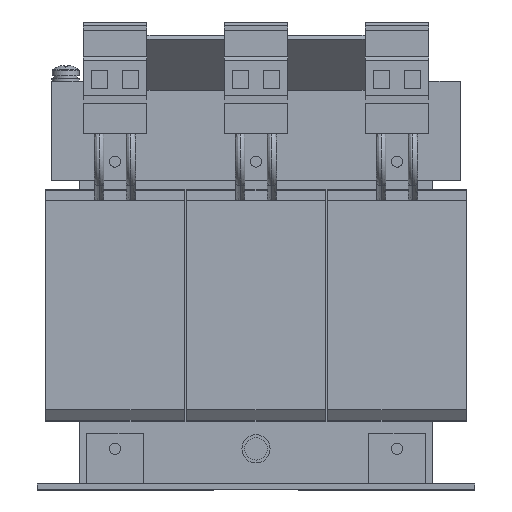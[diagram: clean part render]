
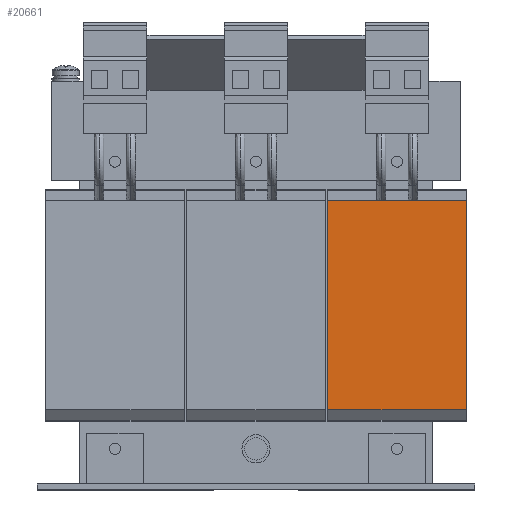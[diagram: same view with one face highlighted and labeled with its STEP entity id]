
A CAD part, top view. The second image highlights one B-rep face of the part: STEP entity #20661.
In plain terms, the highlighted planar face has unit normal (0, 0, 1).
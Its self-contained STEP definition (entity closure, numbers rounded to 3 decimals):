
#647 = VERTEX_POINT ( 'NONE', #20482 ) ;
#905 = VECTOR ( 'NONE', #6895, 1000. ) ;
#1433 = CARTESIAN_POINT ( 'NONE',  ( 25.5, 37., 29. ) ) ;
#2127 = EDGE_CURVE ( 'NONE', #5893, #21017, #15261, .T. ) ;
#2319 = ORIENTED_EDGE ( 'NONE', *, *, #9888, .F. ) ;
#2390 = EDGE_CURVE ( 'NONE', #21017, #647, #3380, .T. ) ;
#2965 = VECTOR ( 'NONE', #5370, 1000. ) ;
#3380 = LINE ( 'NONE', #16526, #16327 ) ;
#4144 = ORIENTED_EDGE ( 'NONE', *, *, #2127, .T. ) ;
#4347 = CARTESIAN_POINT ( 'NONE',  ( 25.5, 37., 29. ) ) ;
#5329 = DIRECTION ( 'NONE',  ( 1., 0., 0. ) ) ;
#5370 = DIRECTION ( 'NONE',  ( 0., 1., 0. ) ) ;
#5550 = CARTESIAN_POINT ( 'NONE',  ( 25.5, -37., 29. ) ) ;
#5893 = VERTEX_POINT ( 'NONE', #5550 ) ;
#6357 = DIRECTION ( 'NONE',  ( 0., 0., -1. ) ) ;
#6895 = DIRECTION ( 'NONE',  ( 1., 0., 0. ) ) ;
#6998 = EDGE_LOOP ( 'NONE', ( #17051, #2319, #19051, #4144 ) ) ;
#8612 = LINE ( 'NONE', #12122, #905 ) ;
#8842 = VECTOR ( 'NONE', #5329, 1000. ) ;
#9360 = FACE_OUTER_BOUND ( 'NONE', #6998, .T. ) ;
#9888 = EDGE_CURVE ( 'NONE', #18960, #647, #8612, .T. ) ;
#10507 = CARTESIAN_POINT ( 'NONE',  ( 25.5, 37., 29. ) ) ;
#11485 = EDGE_CURVE ( 'NONE', #5893, #18960, #20008, .T. ) ;
#11498 = DIRECTION ( 'NONE',  ( 0., 1., 0. ) ) ;
#12122 = CARTESIAN_POINT ( 'NONE',  ( 25.5, 37., 29. ) ) ;
#12374 = AXIS2_PLACEMENT_3D ( 'NONE', #1433, #6357, #15874 ) ;
#15055 = CARTESIAN_POINT ( 'NONE',  ( 25.5, -37., 29. ) ) ;
#15261 = LINE ( 'NONE', #15055, #8842 ) ;
#15874 = DIRECTION ( 'NONE',  ( 0., -1., 0. ) ) ;
#16327 = VECTOR ( 'NONE', #11498, 1000. ) ;
#16526 = CARTESIAN_POINT ( 'NONE',  ( 74.5, 37., 29. ) ) ;
#17051 = ORIENTED_EDGE ( 'NONE', *, *, #2390, .T. ) ;
#18960 = VERTEX_POINT ( 'NONE', #4347 ) ;
#19051 = ORIENTED_EDGE ( 'NONE', *, *, #11485, .F. ) ;
#20008 = LINE ( 'NONE', #10507, #2965 ) ;
#20482 = CARTESIAN_POINT ( 'NONE',  ( 74.5, 37., 29. ) ) ;
#20661 = ADVANCED_FACE ( 'NONE', ( #9360 ), #20991, .F. ) ;
#20857 = CARTESIAN_POINT ( 'NONE',  ( 74.5, -37., 29. ) ) ;
#20991 = PLANE ( 'NONE',  #12374 ) ;
#21017 = VERTEX_POINT ( 'NONE', #20857 ) ;
